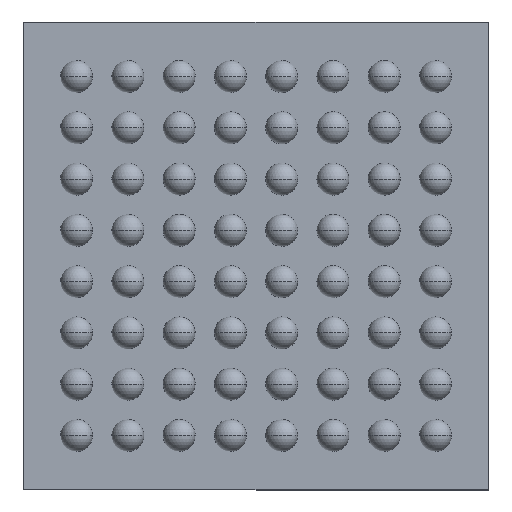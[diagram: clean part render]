
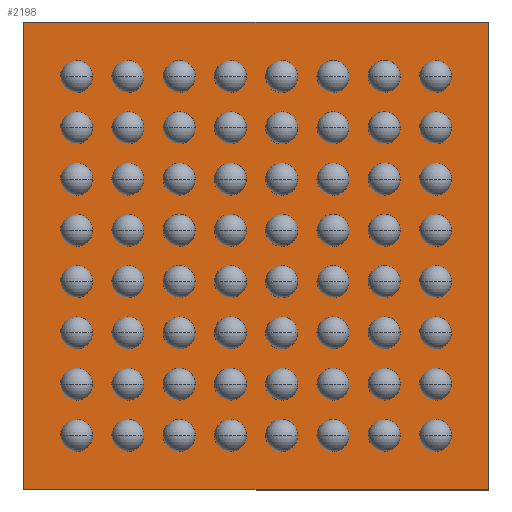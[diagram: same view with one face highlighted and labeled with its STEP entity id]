
A CAD part, front view. The second image highlights one B-rep face of the part: STEP entity #2198.
In plain terms, the highlighted planar face has unit normal (0, -1, 0).
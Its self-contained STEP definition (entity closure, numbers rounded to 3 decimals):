
#155 = LINE ( 'NONE', #4074, #1416 ) ;
#440 = CARTESIAN_POINT ( 'NONE',  ( 0., 0.17, 0. ) ) ;
#472 = VERTEX_POINT ( 'NONE', #2295 ) ;
#528 = VERTEX_POINT ( 'NONE', #5075 ) ;
#611 = VECTOR ( 'NONE', #4421, 1000. ) ;
#659 = DIRECTION ( 'NONE',  ( -1., 0., 0. ) ) ;
#1171 = DIRECTION ( 'NONE',  ( 1., 0., 0. ) ) ;
#1311 = PLANE ( 'NONE',  #2047 ) ;
#1329 = CARTESIAN_POINT ( 'NONE',  ( -1.811, 0.17, 1.826 ) ) ;
#1416 = VECTOR ( 'NONE', #1171, 1000. ) ;
#1611 = CARTESIAN_POINT ( 'NONE',  ( 1.812, 0.17, 1.825 ) ) ;
#1613 = ORIENTED_EDGE ( 'NONE', *, *, #1679, .T. ) ;
#1650 = DIRECTION ( 'NONE',  ( 0., 1., 0. ) ) ;
#1679 = EDGE_CURVE ( 'NONE', #2920, #472, #3950, .T. ) ;
#1931 = VECTOR ( 'NONE', #2170, 1000. ) ;
#1966 = ORIENTED_EDGE ( 'NONE', *, *, #3891, .T. ) ;
#2047 = AXIS2_PLACEMENT_3D ( 'NONE', #440, #1650, #2505 ) ;
#2094 = ORIENTED_EDGE ( 'NONE', *, *, #4537, .T. ) ;
#2170 = DIRECTION ( 'NONE',  ( 0., 0., -1. ) ) ;
#2198 = ADVANCED_FACE ( 'NONE', ( #3996 ), #1311, .F. ) ;
#2295 = CARTESIAN_POINT ( 'NONE',  ( -1.811, 0.17, -1.825 ) ) ;
#2505 = DIRECTION ( 'NONE',  ( 0., 0., 1. ) ) ;
#2684 = ORIENTED_EDGE ( 'NONE', *, *, #4424, .T. ) ;
#2838 = EDGE_LOOP ( 'NONE', ( #1613, #2094, #1966, #2684 ) ) ;
#2850 = CARTESIAN_POINT ( 'NONE',  ( 1.812, 0.17, 1.825 ) ) ;
#2920 = VERTEX_POINT ( 'NONE', #3034 ) ;
#3034 = CARTESIAN_POINT ( 'NONE',  ( -1.811, 0.17, 1.826 ) ) ;
#3416 = LINE ( 'NONE', #2850, #611 ) ;
#3766 = VECTOR ( 'NONE', #659, 1000. ) ;
#3891 = EDGE_CURVE ( 'NONE', #528, #4050, #3416, .T. ) ;
#3950 = LINE ( 'NONE', #1329, #1931 ) ;
#3996 = FACE_OUTER_BOUND ( 'NONE', #2838, .T. ) ;
#4050 = VERTEX_POINT ( 'NONE', #1611 ) ;
#4074 = CARTESIAN_POINT ( 'NONE',  ( 1.812, 0.17, -1.826 ) ) ;
#4421 = DIRECTION ( 'NONE',  ( 0., 0., 1. ) ) ;
#4424 = EDGE_CURVE ( 'NONE', #4050, #2920, #5032, .T. ) ;
#4537 = EDGE_CURVE ( 'NONE', #472, #528, #155, .T. ) ;
#4668 = CARTESIAN_POINT ( 'NONE',  ( 1.812, 0.17, 1.825 ) ) ;
#5032 = LINE ( 'NONE', #4668, #3766 ) ;
#5075 = CARTESIAN_POINT ( 'NONE',  ( 1.812, 0.17, -1.825 ) ) ;
